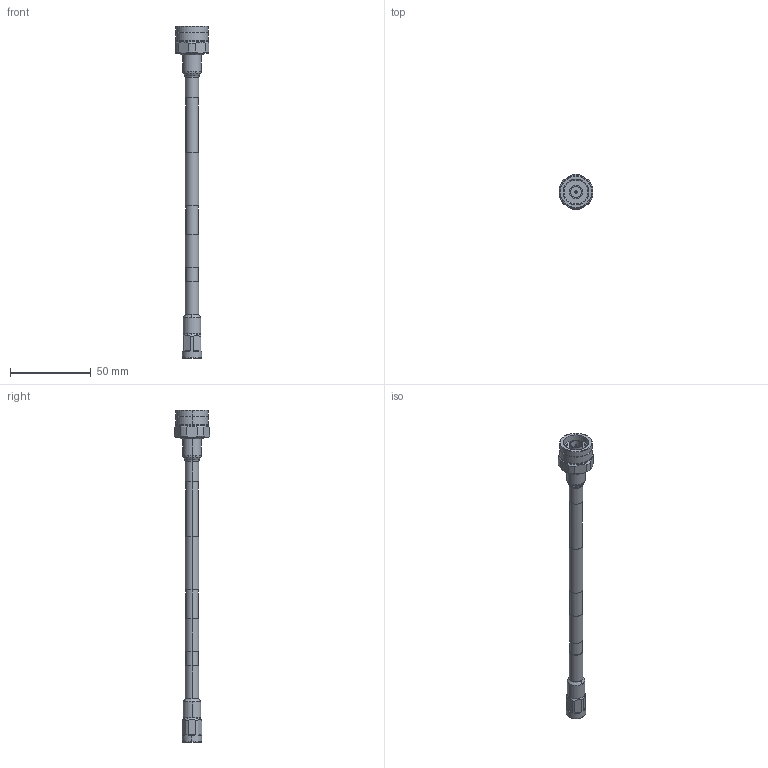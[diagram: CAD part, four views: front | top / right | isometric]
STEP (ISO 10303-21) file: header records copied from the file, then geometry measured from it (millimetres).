
FILE_DESCRIPTION (( 'STEP AP214' ), '1' );
FILE_NAME ('LCCA31012.step', '2022-10-04T19:13:24', ( '' ), ( '' ), 'SwSTEP 2.0', 'SolidWorks 2021', '' );
FILE_SCHEMA (( 'AUTOMOTIVE_DESIGN' ));
Length unit declared in the file: inch
Products named in the file (4): SPO-250^LCCA31012_SPO-250 ﾝ SPF-250; TC-250-NX10M-LP^LCCA31012_SPO-250 ﾝ SPF-250; LCCA31012; TC-250-NM-LP^LCCA31012
Assembly tree (3 placements, depth 2):
  LCCA31012
    SPO-250^LCCA31012_SPO-250 ﾝ SPF-250
    TC-250-NM-LP^LCCA31012
    TC-250-NX10M-LP^LCCA31012_SPO-250 ﾝ SPF-250
Bounding box: 20.6 x 21.85 x 205.48 mm (x, y, z)
Volume: 14654.5 mm3; surface area: 10444.8 mm2
Topology: 3 solids, 4 shells, 201 faces, 436 edges, 267 vertices
Faces by surface type: cylinder 82, plane 53, cone 52, torus 12, bspline 2
Entity records: 7551 total; most frequent: CARTESIAN_POINT 1296, DIRECTION 1034, ORIENTED_EDGE 868, AXIS2_PLACEMENT_3D 437, EDGE_CURVE 434, VERTEX_POINT 267, CIRCLE 232, EDGE_LOOP 231
